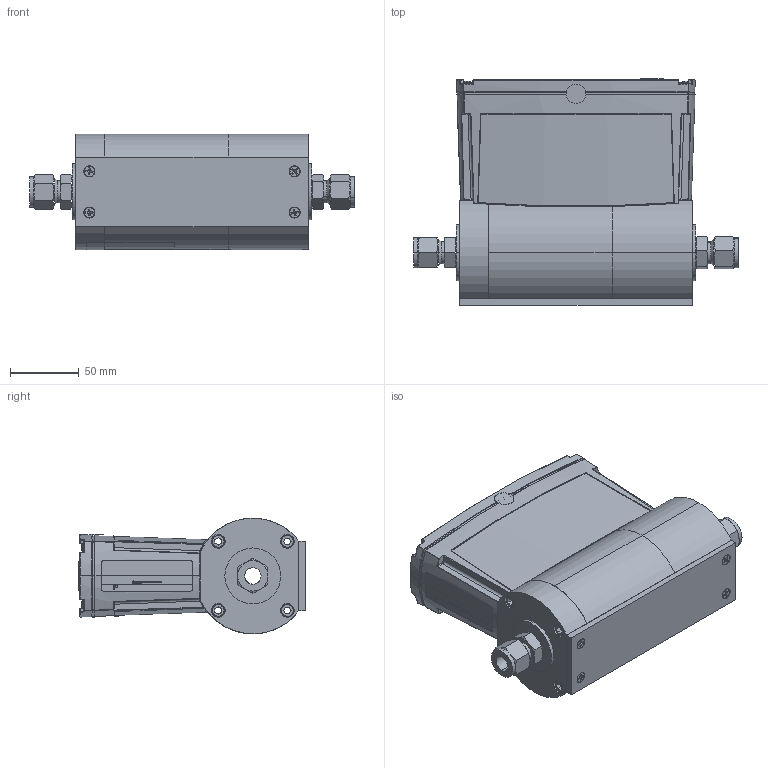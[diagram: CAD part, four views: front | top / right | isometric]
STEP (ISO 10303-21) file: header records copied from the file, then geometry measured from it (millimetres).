
FILE_DESCRIPTION (( 'STEP AP214' ), '1' );
FILE_NAME ('IE1000-12MMTUBE-15Pin-5VDC.STEP', '2016-05-27T19:28:02', ( '' ), ( '' ), 'SwSTEP 2.0', 'SolidWorks 2015', '' );
FILE_SCHEMA (( 'AUTOMOTIVE_DESIGN' ));
Length unit declared in the file: inch
Products named in the file (1): IE1000-12MMTUBE-15Pin-5VDC
Bounding box: 235.99 x 164.64 x 84.2 mm (x, y, z)
Surface area: 151574.1 mm2 (no closed solid volume)
Topology: 0 solids, 74 shells, 927 faces, 3401 edges, 2468 vertices
Faces by surface type: plane 405, cylinder 157, torus 115, cone 109, bspline 89, sphere 52
Entity records: 52693 total; most frequent: CARTESIAN_POINT 13387, DIRECTION 5560, ORIENTED_EDGE 5051, EDGE_CURVE 3375, VERTEX_POINT 2459, AXIS2_PLACEMENT_3D 2060, VECTOR 1440, LINE 1440
